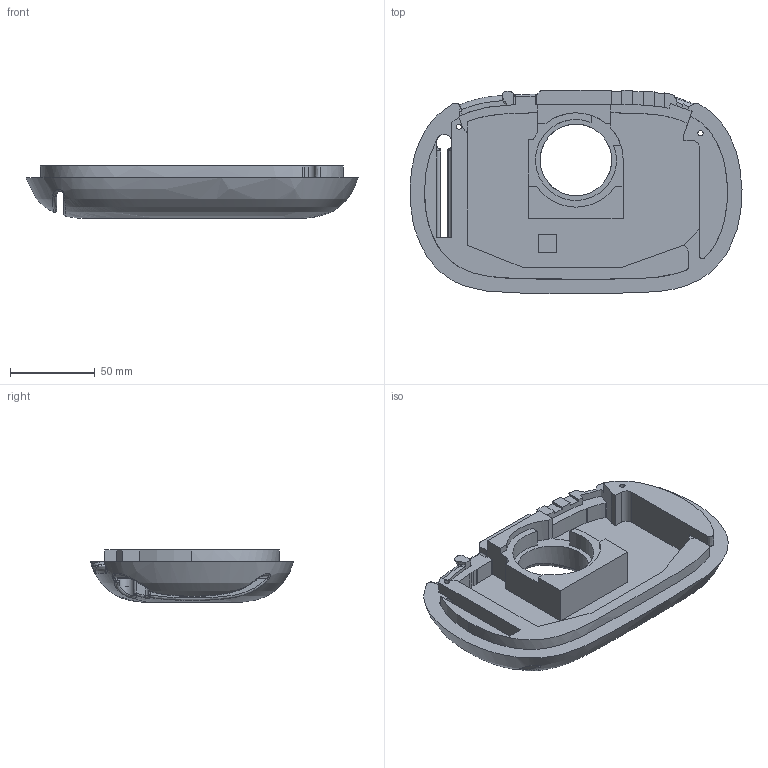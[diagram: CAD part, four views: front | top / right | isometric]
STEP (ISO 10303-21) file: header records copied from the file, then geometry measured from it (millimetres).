
FILE_DESCRIPTION(/* description */ (''),/* implementation_level */ '2;1');
FILE_NAME(/* name */ 'Stylish Belt Synth V4 Wood CNC Bottom.step',/* time_stamp */ '2019-07-15T18:41:34-07:00',/* author */ (''),/* organization */ (''),/* preprocessor_version */ 'ST-DEVELOPER v18',/* originating_system */ 'Autodesk Translation Framework v8.2.0.1029',/* authorisation */ '');
FILE_SCHEMA (('AUTOMOTIVE_DESIGN { 1 0 10303 214 3 1 1 }'));
Length unit declared in the file: inch
Products named in the file (1): Stylish Belt Synth V4 CNC Wood Enclosure
Bounding box: 196.34 x 120.24 x 30.77 mm (x, y, z)
Volume: 223070.1 mm3; surface area: 66270.3 mm2
Topology: 1 solids, 1 shells, 194 faces, 780 edges, 582 vertices
Faces by surface type: bspline 83, plane 77, cylinder 31, torus 3
Full cylindrical faces by diameter (mm): 3.048 x2, 9.048 x1, 42.34 x1
Entity records: 20028 total; most frequent: CARTESIAN_POINT 14494, ORIENTED_EDGE 1548, EDGE_CURVE 774, DIRECTION 608, VERTEX_POINT 582, B_SPLINE_CURVE_WITH_KNOTS 479, LINE 206, VECTOR 206
